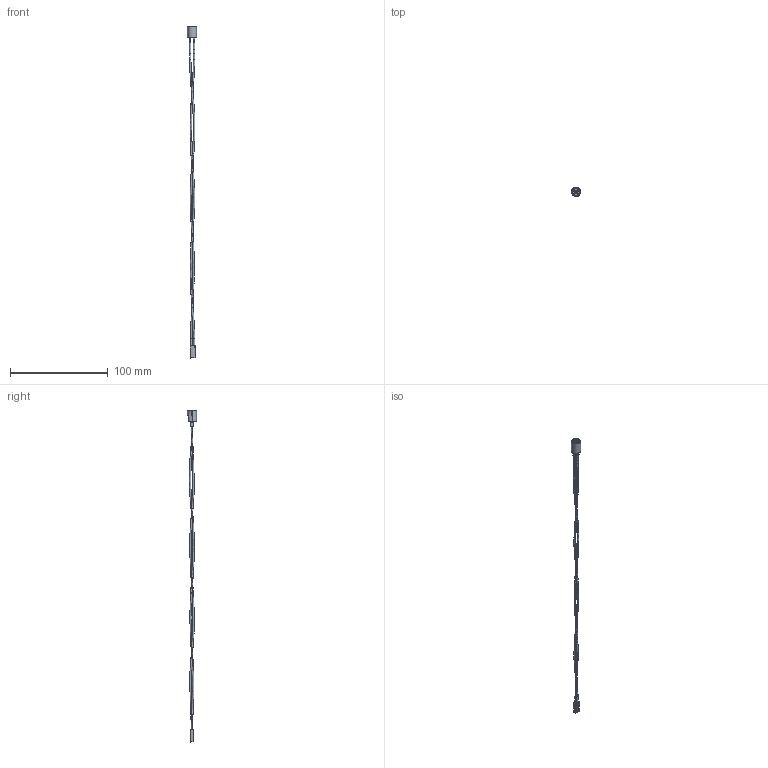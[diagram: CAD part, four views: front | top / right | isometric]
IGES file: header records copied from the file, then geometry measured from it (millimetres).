
Start section: SolidWorks IGES file using analytic representation for surfaces
Global section: file name: CNX 310 000 _ _ _  XX_E.IGS; native system: SolidWorks 2016; preprocessor: SolidWorks 2016; author: tstoltenburg; date: 180514.151838; units: inch
Bounding box: 9.27 x 9.27 x 339.38 mm (x, y, z)
Surface area: 4644.1 mm2 (no closed solid volume)
Topology: 0 solids, 0 shells, 1063 faces, 8027 edges, 8018 vertices
Faces by surface type: bspline 842, revolution 221
